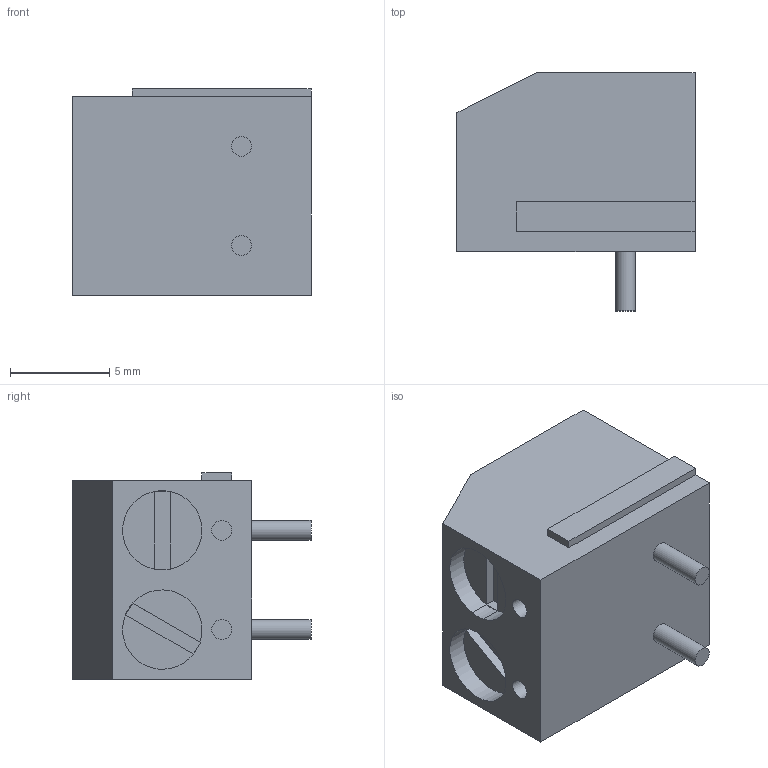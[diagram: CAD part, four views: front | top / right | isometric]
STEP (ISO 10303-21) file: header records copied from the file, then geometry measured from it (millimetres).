
FILE_DESCRIPTION(('FreeCAD Model'),'2;1');
FILE_NAME('Open CASCADE Shape Model','2022-04-08T17:23:04',('Author'),( ''),'Open CASCADE STEP processor 7.5','FreeCAD','Unknown');
FILE_SCHEMA(('AUTOMOTIVE_DESIGN { 1 0 10303 214 1 1 1 1 }'));
Length unit declared in the file: millimetre
Products named in the file (1): Body
Bounding box: 12 x 12 x 10.4 mm (x, y, z)
Volume: 793.4 mm3; surface area: 893.7 mm2
Topology: 1 solids, 1 shells, 72 faces, 155 edges, 93 vertices
Faces by surface type: plane 56, cylinder 16
Full cylindrical faces by diameter (mm): 1 x4, 4 x2
Entity records: 1929 total; most frequent: DIRECTION 337, CARTESIAN_POINT 321, ORIENTED_EDGE 310, EDGE_CURVE 155, LINE 119, VECTOR 119, AXIS2_PLACEMENT_3D 109, VERTEX_POINT 93
